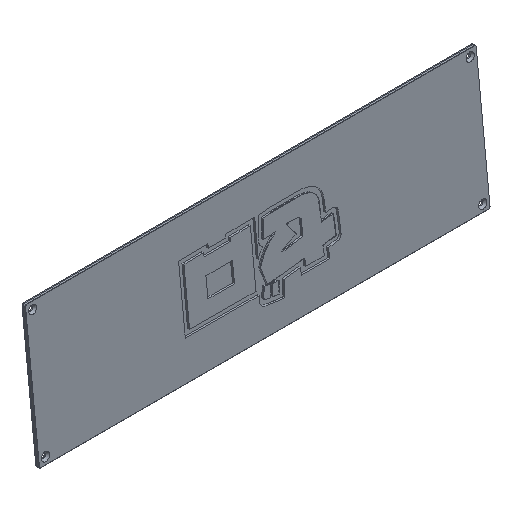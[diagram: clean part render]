
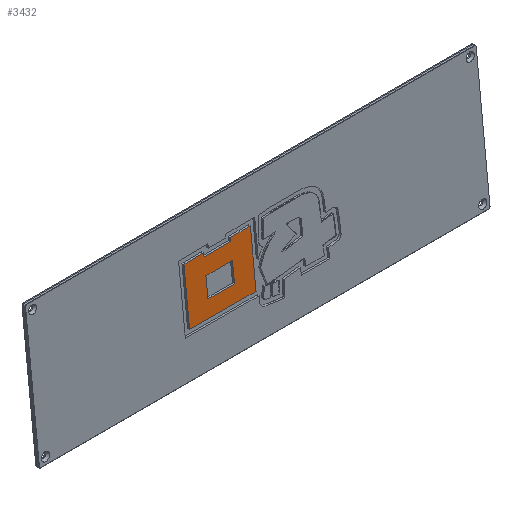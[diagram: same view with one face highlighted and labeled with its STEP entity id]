
A CAD part, isometric view. The second image highlights one B-rep face of the part: STEP entity #3432.
In plain terms, the highlighted planar face has unit normal (0, -0.995, 0.104).
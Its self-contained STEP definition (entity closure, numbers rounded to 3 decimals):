
#28=FACE_BOUND('',#669,.T.);
#463=FACE_OUTER_BOUND('',#668,.T.);
#668=EDGE_LOOP('',(#2774,#2775,#2776,#2777,#2778,#2779,#2780,#2781));
#669=EDGE_LOOP('',(#2782,#2783,#2784,#2785,#2786,#2787));
#939=LINE('',#7204,#1251);
#940=LINE('',#7206,#1252);
#941=LINE('',#7208,#1253);
#942=LINE('',#7210,#1254);
#943=LINE('',#7212,#1255);
#944=LINE('',#7214,#1256);
#945=LINE('',#7216,#1257);
#946=LINE('',#7217,#1258);
#947=LINE('',#7220,#1259);
#948=LINE('',#7222,#1260);
#949=LINE('',#7224,#1261);
#950=LINE('',#7226,#1262);
#951=LINE('',#7228,#1263);
#952=LINE('',#7229,#1264);
#1251=VECTOR('',#4012,10.);
#1252=VECTOR('',#4013,10.);
#1253=VECTOR('',#4014,10.);
#1254=VECTOR('',#4015,10.);
#1255=VECTOR('',#4016,10.);
#1256=VECTOR('',#4017,10.);
#1257=VECTOR('',#4018,10.);
#1258=VECTOR('',#4019,10.);
#1259=VECTOR('',#4020,10.);
#1260=VECTOR('',#4021,10.);
#1261=VECTOR('',#4022,10.);
#1262=VECTOR('',#4023,10.);
#1263=VECTOR('',#4024,10.);
#1264=VECTOR('',#4025,10.);
#1603=VERTEX_POINT('',#7202);
#1604=VERTEX_POINT('',#7203);
#1605=VERTEX_POINT('',#7205);
#1606=VERTEX_POINT('',#7207);
#1607=VERTEX_POINT('',#7209);
#1608=VERTEX_POINT('',#7211);
#1609=VERTEX_POINT('',#7213);
#1610=VERTEX_POINT('',#7215);
#1611=VERTEX_POINT('',#7218);
#1612=VERTEX_POINT('',#7219);
#1613=VERTEX_POINT('',#7221);
#1614=VERTEX_POINT('',#7223);
#1615=VERTEX_POINT('',#7225);
#1616=VERTEX_POINT('',#7227);
#2027=EDGE_CURVE('',#1603,#1604,#939,.T.);
#2028=EDGE_CURVE('',#1604,#1605,#940,.T.);
#2029=EDGE_CURVE('',#1605,#1606,#941,.T.);
#2030=EDGE_CURVE('',#1606,#1607,#942,.T.);
#2031=EDGE_CURVE('',#1607,#1608,#943,.T.);
#2032=EDGE_CURVE('',#1608,#1609,#944,.T.);
#2033=EDGE_CURVE('',#1609,#1610,#945,.T.);
#2034=EDGE_CURVE('',#1610,#1603,#946,.T.);
#2035=EDGE_CURVE('',#1611,#1612,#947,.T.);
#2036=EDGE_CURVE('',#1612,#1613,#948,.T.);
#2037=EDGE_CURVE('',#1613,#1614,#949,.T.);
#2038=EDGE_CURVE('',#1614,#1615,#950,.T.);
#2039=EDGE_CURVE('',#1615,#1616,#951,.T.);
#2040=EDGE_CURVE('',#1616,#1611,#952,.T.);
#2774=ORIENTED_EDGE('',*,*,#2027,.T.);
#2775=ORIENTED_EDGE('',*,*,#2028,.T.);
#2776=ORIENTED_EDGE('',*,*,#2029,.T.);
#2777=ORIENTED_EDGE('',*,*,#2030,.T.);
#2778=ORIENTED_EDGE('',*,*,#2031,.T.);
#2779=ORIENTED_EDGE('',*,*,#2032,.T.);
#2780=ORIENTED_EDGE('',*,*,#2033,.T.);
#2781=ORIENTED_EDGE('',*,*,#2034,.T.);
#2782=ORIENTED_EDGE('',*,*,#2035,.T.);
#2783=ORIENTED_EDGE('',*,*,#2036,.T.);
#2784=ORIENTED_EDGE('',*,*,#2037,.T.);
#2785=ORIENTED_EDGE('',*,*,#2038,.T.);
#2786=ORIENTED_EDGE('',*,*,#2039,.T.);
#2787=ORIENTED_EDGE('',*,*,#2040,.T.);
#3288=PLANE('',#3614);
#3432=ADVANCED_FACE('',(#463,#28),#3288,.T.);
#3614=AXIS2_PLACEMENT_3D('',#7201,#4010,#4011);
#4010=DIRECTION('center_axis',(0.,-0.995,0.105));
#4011=DIRECTION('ref_axis',(0.,-0.105,-0.995));
#4012=DIRECTION('',(-1.,-0.001,-0.011));
#4013=DIRECTION('',(-0.082,-0.104,-0.991));
#4014=DIRECTION('',(-1.,0.,0.));
#4015=DIRECTION('',(0.,0.105,0.995));
#4016=DIRECTION('',(-1.,-0.001,-0.011));
#4017=DIRECTION('',(0.,-0.105,-0.995));
#4018=DIRECTION('',(1.,0.,-0.003));
#4019=DIRECTION('',(0.,0.105,0.995));
#4020=DIRECTION('',(1.,0.001,0.008));
#4021=DIRECTION('',(1.,0.001,0.008));
#4022=DIRECTION('',(0.,-0.105,-0.995));
#4023=DIRECTION('',(-1.,0.001,0.008));
#4024=DIRECTION('',(-1.,0.001,0.008));
#4025=DIRECTION('',(0.,0.105,0.995));
#7201=CARTESIAN_POINT('Origin',(0.,-75.528,2.508));
#7202=CARTESIAN_POINT('',(-2.79,-73.711,19.794));
#7203=CARTESIAN_POINT('',(-15.093,-73.726,19.652));
#7204=CARTESIAN_POINT('',(-1.496,-73.709,19.809));
#7205=CARTESIAN_POINT('',(-15.257,-73.933,17.679));
#7206=CARTESIAN_POINT('',(-15.75,-74.556,11.756));
#7207=CARTESIAN_POINT('',(-31.894,-73.933,17.679));
#7208=CARTESIAN_POINT('',(-7.629,-73.933,17.679));
#7209=CARTESIAN_POINT('',(-31.894,-73.711,19.794));
#7210=CARTESIAN_POINT('',(-31.894,-74.73,10.094));
#7211=CARTESIAN_POINT('',(-44.197,-73.726,19.652));
#7212=CARTESIAN_POINT('',(-16.05,-73.692,19.976));
#7213=CARTESIAN_POINT('',(-44.197,-77.238,-13.766));
#7214=CARTESIAN_POINT('',(-44.197,-74.627,11.08));
#7215=CARTESIAN_POINT('',(-2.79,-77.252,-13.9));
#7216=CARTESIAN_POINT('',(-22.126,-77.246,-13.837));
#7217=CARTESIAN_POINT('',(-2.79,-76.39,-5.696));
#7218=CARTESIAN_POINT('',(-31.762,-74.97,7.811));
#7219=CARTESIAN_POINT('',(-23.494,-74.963,7.881));
#7220=CARTESIAN_POINT('',(-15.905,-74.956,7.945));
#7221=CARTESIAN_POINT('',(-15.225,-74.956,7.95));
#7222=CARTESIAN_POINT('',(-11.77,-74.953,7.979));
#7223=CARTESIAN_POINT('',(-15.225,-76.229,-4.169));
#7224=CARTESIAN_POINT('',(-15.225,-75.242,5.229));
#7225=CARTESIAN_POINT('',(-23.494,-76.222,-4.099));
#7226=CARTESIAN_POINT('',(-7.642,-76.236,-4.232));
#7227=CARTESIAN_POINT('',(-31.762,-76.215,-4.03));
#7228=CARTESIAN_POINT('',(-11.776,-76.232,-4.198));
#7229=CARTESIAN_POINT('',(-31.762,-75.871,-0.761));
